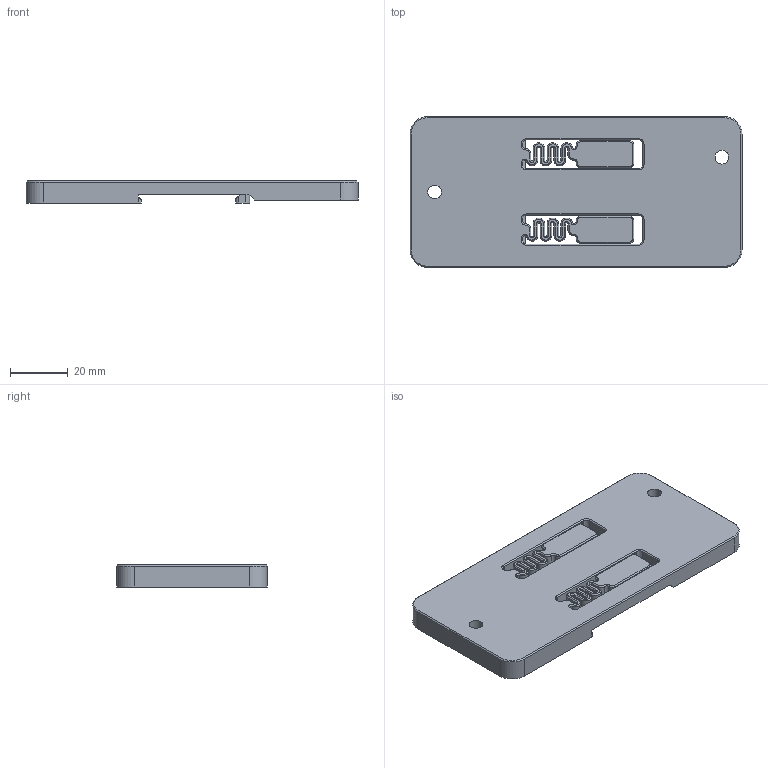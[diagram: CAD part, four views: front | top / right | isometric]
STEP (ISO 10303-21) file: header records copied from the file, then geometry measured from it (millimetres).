
FILE_DESCRIPTION(/* description */ (''),/* implementation_level */ '2;1');
FILE_NAME(/* name */ 'TH mount for Sonoff POW2.step',/* time_stamp */ '2022-02-17T20:52:51+01:00',/* author */ (''),/* organization */ (''),/* preprocessor_version */ 'ST-DEVELOPER v18.1',/* originating_system */ 'Autodesk Translation Framework v10.10.0.1391',/* authorisation */ '');
FILE_SCHEMA (('AUTOMOTIVE_DESIGN { 1 0 10303 214 3 1 1 }'));
Length unit declared in the file: millimetre
Products named in the file (1): VORON2_v2.4_Assembly_RS-25 PSU Bracket
Bounding box: 114.6 x 52 x 7.6 mm (x, y, z)
Volume: 35326.2 mm3; surface area: 16067.7 mm2
Topology: 1 solids, 1 shells, 286 faces, 718 edges, 440 vertices
Faces by surface type: plane 137, cylinder 89, cone 60
Full cylindrical faces by diameter (mm): 4.7 x2
Entity records: 8508 total; most frequent: DIRECTION 1530, CARTESIAN_POINT 1445, ORIENTED_EDGE 1436, EDGE_CURVE 718, AXIS2_PLACEMENT_3D 525, LINE 480, VECTOR 480, VERTEX_POINT 440
